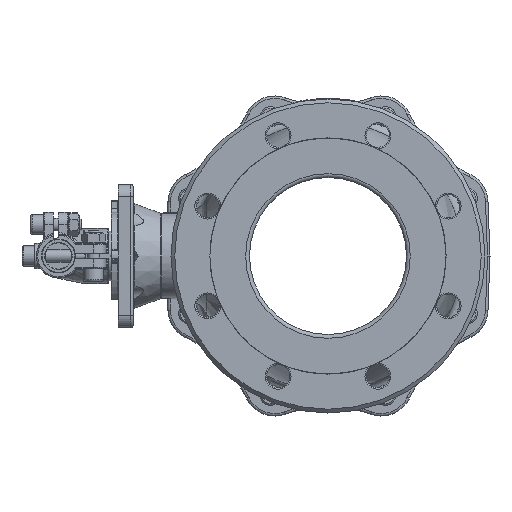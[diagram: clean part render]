
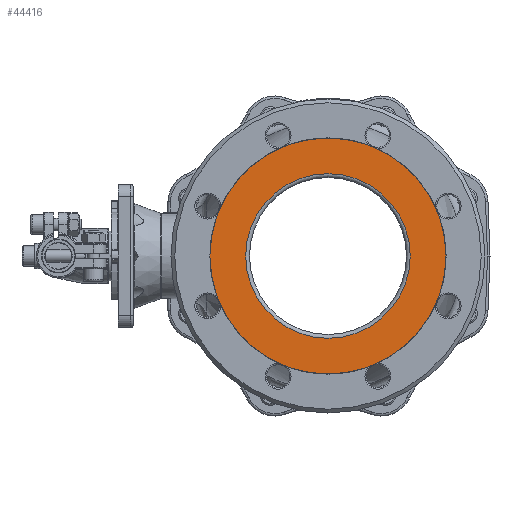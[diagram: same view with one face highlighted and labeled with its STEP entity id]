
A CAD part, left-side view. The second image highlights one B-rep face of the part: STEP entity #44416.
In plain terms, the highlighted planar face has unit normal (-1, 0, 0).
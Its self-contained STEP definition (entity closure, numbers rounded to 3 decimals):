
#347 = PLANE ( 'NONE',  #19422 ) ;
#1539 = EDGE_CURVE ( 'NONE', #14364, #14364, #41139, .T. ) ;
#3109 = DIRECTION ( 'NONE',  ( 0., 1., 0. ) ) ;
#4875 = CARTESIAN_POINT ( 'NONE',  ( -219.8, 152.2, 0. ) ) ;
#9115 = DIRECTION ( 'NONE',  ( -1., 0., 0. ) ) ;
#10706 = DIRECTION ( 'NONE',  ( -1., 0., 0. ) ) ;
#11850 = CARTESIAN_POINT ( 'NONE',  ( -219.8, 39.7, 0. ) ) ;
#13173 = CARTESIAN_POINT ( 'NONE',  ( -219.8, 105.2, 0. ) ) ;
#13644 = DIRECTION ( 'NONE',  ( 0., 0., 1. ) ) ;
#14364 = VERTEX_POINT ( 'NONE', #22848 ) ;
#16761 = CIRCLE ( 'NONE', #18702, 65.5 ) ;
#18702 = AXIS2_PLACEMENT_3D ( 'NONE', #13173, #10706, #56707 ) ;
#19422 = AXIS2_PLACEMENT_3D ( 'NONE', #4875, #9115, #13644 ) ;
#19507 = EDGE_LOOP ( 'NONE', ( #37590 ) ) ;
#20872 = AXIS2_PLACEMENT_3D ( 'NONE', #44528, #20925, #3109 ) ;
#20925 = DIRECTION ( 'NONE',  ( 1., 0., 0. ) ) ;
#22848 = CARTESIAN_POINT ( 'NONE',  ( -219.8, 199.2, 0. ) ) ;
#28150 = FACE_OUTER_BOUND ( 'NONE', #51920, .T. ) ;
#37590 = ORIENTED_EDGE ( 'NONE', *, *, #47393, .F. ) ;
#41139 = CIRCLE ( 'NONE', #20872, 94. ) ;
#42353 = FACE_BOUND ( 'NONE', #19507, .T. ) ;
#44416 = ADVANCED_FACE ( 'NONE', ( #28150, #42353 ), #347, .T. ) ;
#44528 = CARTESIAN_POINT ( 'NONE',  ( -219.8, 105.2, 0. ) ) ;
#47393 = EDGE_CURVE ( 'NONE', #57852, #57852, #16761, .T. ) ;
#51920 = EDGE_LOOP ( 'NONE', ( #58885 ) ) ;
#56707 = DIRECTION ( 'NONE',  ( 0., -1., 0. ) ) ;
#57852 = VERTEX_POINT ( 'NONE', #11850 ) ;
#58885 = ORIENTED_EDGE ( 'NONE', *, *, #1539, .F. ) ;
